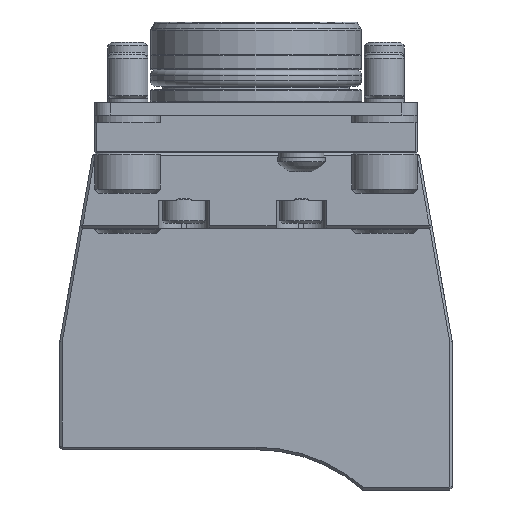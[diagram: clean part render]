
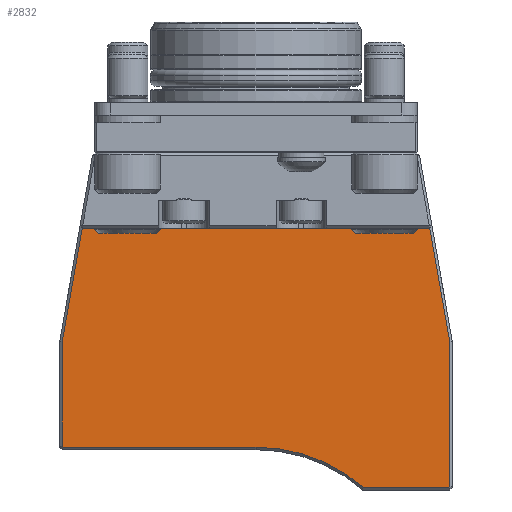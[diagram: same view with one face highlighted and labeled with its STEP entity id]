
A CAD part, left-side view. The second image highlights one B-rep face of the part: STEP entity #2832.
In plain terms, the highlighted planar face has unit normal (-1, 0, 0).
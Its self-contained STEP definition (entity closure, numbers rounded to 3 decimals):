
#53=LINE('',#4224,#327);
#56=LINE('',#4230,#330);
#58=LINE('',#4239,#332);
#62=LINE('',#4248,#336);
#102=LINE('',#4326,#376);
#120=LINE('',#4366,#394);
#121=LINE('',#4368,#395);
#122=LINE('',#4370,#396);
#123=LINE('',#4371,#397);
#327=VECTOR('',#3350,1000.);
#330=VECTOR('',#3355,1000.);
#332=VECTOR('',#3359,1000.);
#336=VECTOR('',#3365,1000.);
#376=VECTOR('',#3431,1000.);
#394=VECTOR('',#3465,1000.);
#395=VECTOR('',#3468,1000.);
#396=VECTOR('',#3469,1000.);
#397=VECTOR('',#3470,1000.);
#788=ORIENTED_EDGE('',*,*,#1504,.T.);
#789=ORIENTED_EDGE('',*,*,#1505,.T.);
#790=ORIENTED_EDGE('',*,*,#1506,.T.);
#791=ORIENTED_EDGE('',*,*,#1444,.T.);
#792=ORIENTED_EDGE('',*,*,#1484,.T.);
#793=ORIENTED_EDGE('',*,*,#1507,.T.);
#794=ORIENTED_EDGE('',*,*,#1487,.T.);
#795=ORIENTED_EDGE('',*,*,#1440,.T.);
#796=ORIENTED_EDGE('',*,*,#1437,.T.);
#797=ORIENTED_EDGE('',*,*,#1434,.T.);
#1434=EDGE_CURVE('',#1811,#1810,#53,.T.);
#1437=EDGE_CURVE('',#1812,#1811,#56,.T.);
#1440=EDGE_CURVE('',#1813,#1812,#58,.T.);
#1444=EDGE_CURVE('',#1815,#1818,#62,.T.);
#1484=EDGE_CURVE('',#1818,#1843,#102,.T.);
#1487=EDGE_CURVE('',#1844,#1813,#2059,.F.);
#1504=EDGE_CURVE('',#1810,#1857,#120,.T.);
#1505=EDGE_CURVE('',#1857,#1858,#121,.T.);
#1506=EDGE_CURVE('',#1858,#1815,#122,.T.);
#1507=EDGE_CURVE('',#1843,#1844,#123,.T.);
#1810=VERTEX_POINT('',#4223);
#1811=VERTEX_POINT('',#4225);
#1812=VERTEX_POINT('',#4229);
#1813=VERTEX_POINT('',#4236);
#1815=VERTEX_POINT('',#4242);
#1818=VERTEX_POINT('',#4247);
#1843=VERTEX_POINT('',#4325);
#1844=VERTEX_POINT('',#4329);
#1857=VERTEX_POINT('',#4365);
#1858=VERTEX_POINT('',#4369);
#2059=CIRCLE('',#3034,32.5);
#2192=EDGE_LOOP('',(#788,#789,#790,#791,#792,#793,#794,#795,#796,#797));
#2452=FACE_BOUND('',#2192,.T.);
#2706=PLANE('',#3040);
#2832=ADVANCED_FACE('',(#2452),#2706,.T.);
#3034=AXIS2_PLACEMENT_3D('',#4332,#3437,#3438);
#3040=AXIS2_PLACEMENT_3D('',#4367,#3466,#3467);
#3350=DIRECTION('',(0.,0.,1.));
#3355=DIRECTION('',(0.,-0.707,0.707));
#3359=DIRECTION('',(0.,-1.,0.));
#3365=DIRECTION('',(0.,0.,-1.));
#3431=DIRECTION('',(0.,-0.707,-0.707));
#3437=DIRECTION('',(-1.,0.,0.));
#3438=DIRECTION('',(0.,0.,1.));
#3465=DIRECTION('',(0.,0.174,0.985));
#3466=DIRECTION('',(-1.,0.,0.));
#3467=DIRECTION('',(0.,0.,1.));
#3468=DIRECTION('',(0.,1.,0.));
#3469=DIRECTION('',(0.,0.174,-0.985));
#3470=DIRECTION('',(0.,-1.,0.));
#4223=CARTESIAN_POINT('',(53.,-38.5,-47.474));
#4224=CARTESIAN_POINT('',(53.,-38.5,-47.431));
#4225=CARTESIAN_POINT('',(53.,-38.5,-76.293));
#4229=CARTESIAN_POINT('',(53.,-38.293,-76.5));
#4230=CARTESIAN_POINT('',(53.,-74.245,-40.548));
#4236=CARTESIAN_POINT('',(53.,-21.354,-76.5));
#4239=CARTESIAN_POINT('',(53.,-38.5,-76.5));
#4242=CARTESIAN_POINT('',(53.,38.5,-47.474));
#4247=CARTESIAN_POINT('',(53.,38.5,-68.293));
#4248=CARTESIAN_POINT('',(53.,38.5,-68.5));
#4325=CARTESIAN_POINT('',(53.,38.293,-68.5));
#4326=CARTESIAN_POINT('',(53.,-40.452,-147.245));
#4329=CARTESIAN_POINT('',(53.,0.,-68.5));
#4332=CARTESIAN_POINT('',(53.,0.,-101.));
#4365=CARTESIAN_POINT('',(53.,-34.537,-25.));
#4366=CARTESIAN_POINT('',(53.,-34.552,-25.087));
#4367=CARTESIAN_POINT('',(53.,-110.698,-77.));
#4368=CARTESIAN_POINT('',(53.,-110.698,-25.));
#4369=CARTESIAN_POINT('',(53.,34.537,-25.));
#4370=CARTESIAN_POINT('',(53.,38.508,-47.517));
#4371=CARTESIAN_POINT('',(53.,0.,-68.5));
